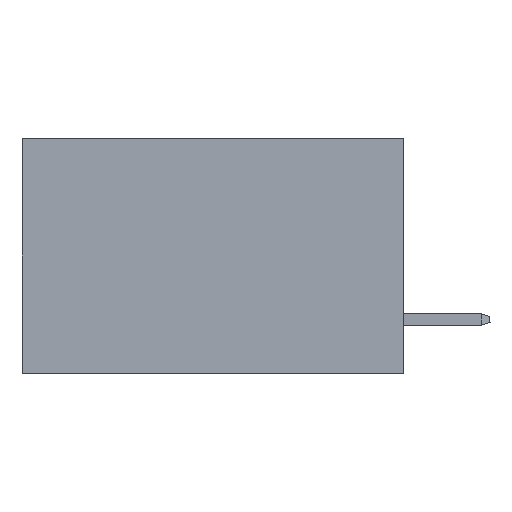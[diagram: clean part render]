
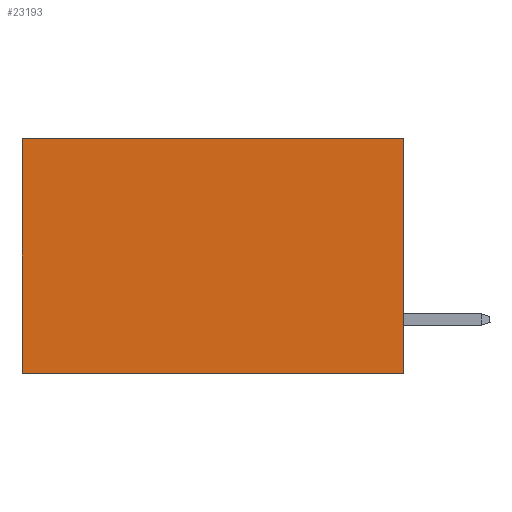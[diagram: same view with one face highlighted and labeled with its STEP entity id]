
A CAD part, left-side view. The second image highlights one B-rep face of the part: STEP entity #23193.
In plain terms, the highlighted planar face has unit normal (-1, 0, 0).
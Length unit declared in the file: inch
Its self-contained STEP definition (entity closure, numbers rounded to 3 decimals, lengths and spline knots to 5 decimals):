
#1556 = VERTEX_POINT ( 'NONE', #9009 ) ;
#1835 = CARTESIAN_POINT ( 'NONE',  ( 0.2875, 0., -0.37 ) ) ;
#2660 = VERTEX_POINT ( 'NONE', #1835 ) ;
#2848 = ORIENTED_EDGE ( 'NONE', *, *, #26909, .F. ) ;
#4088 = VECTOR ( 'NONE', #27257, 39.37008 ) ;
#5398 = FACE_OUTER_BOUND ( 'NONE', #30352, .T. ) ;
#5460 = EDGE_CURVE ( 'NONE', #15276, #2660, #9202, .T. ) ;
#6136 = CARTESIAN_POINT ( 'NONE',  ( 0.2875, 0., 0. ) ) ;
#7057 = AXIS2_PLACEMENT_3D ( 'NONE', #39555, #37099, #39947 ) ;
#8300 = CARTESIAN_POINT ( 'NONE',  ( 0.2875, 0., -0.37 ) ) ;
#9009 = CARTESIAN_POINT ( 'NONE',  ( 0.2875, 0.6, -0.37 ) ) ;
#9202 = LINE ( 'NONE', #6136, #32106 ) ;
#11730 = DIRECTION ( 'NONE',  ( 0., 0., -1. ) ) ;
#12127 = EDGE_CURVE ( 'NONE', #16944, #1556, #36869, .T. ) ;
#14644 = PLANE ( 'NONE',  #7057 ) ;
#14799 = LINE ( 'NONE', #18107, #20108 ) ;
#15276 = VERTEX_POINT ( 'NONE', #30446 ) ;
#15740 = CARTESIAN_POINT ( 'NONE',  ( 0.2875, 0.6, 0. ) ) ;
#16944 = VERTEX_POINT ( 'NONE', #15740 ) ;
#17493 = CARTESIAN_POINT ( 'NONE',  ( 0.2875, 0.6, 0. ) ) ;
#18107 = CARTESIAN_POINT ( 'NONE',  ( 0.2875, 0., 0. ) ) ;
#18663 = DIRECTION ( 'NONE',  ( 0., 0., -1. ) ) ;
#20108 = VECTOR ( 'NONE', #33983, 39.37008 ) ;
#21082 = LINE ( 'NONE', #8300, #4088 ) ;
#23193 = ADVANCED_FACE ( 'NONE', ( #5398 ), #14644, .F. ) ;
#24017 = ORIENTED_EDGE ( 'NONE', *, *, #24927, .T. ) ;
#24927 = EDGE_CURVE ( 'NONE', #15276, #16944, #14799, .T. ) ;
#26909 = EDGE_CURVE ( 'NONE', #2660, #1556, #21082, .T. ) ;
#27257 = DIRECTION ( 'NONE',  ( 0., 1., 0. ) ) ;
#30352 = EDGE_LOOP ( 'NONE', ( #34326, #2848, #33184, #24017 ) ) ;
#30446 = CARTESIAN_POINT ( 'NONE',  ( 0.2875, 0., 0. ) ) ;
#32106 = VECTOR ( 'NONE', #18663, 39.37008 ) ;
#33184 = ORIENTED_EDGE ( 'NONE', *, *, #5460, .F. ) ;
#33983 = DIRECTION ( 'NONE',  ( 0., 1., 0. ) ) ;
#34326 = ORIENTED_EDGE ( 'NONE', *, *, #12127, .T. ) ;
#36869 = LINE ( 'NONE', #17493, #37844 ) ;
#37099 = DIRECTION ( 'NONE',  ( 1., 0., 0. ) ) ;
#37844 = VECTOR ( 'NONE', #11730, 39.37008 ) ;
#39555 = CARTESIAN_POINT ( 'NONE',  ( 0.2875, 0., 0. ) ) ;
#39947 = DIRECTION ( 'NONE',  ( 0., 0., -1. ) ) ;
